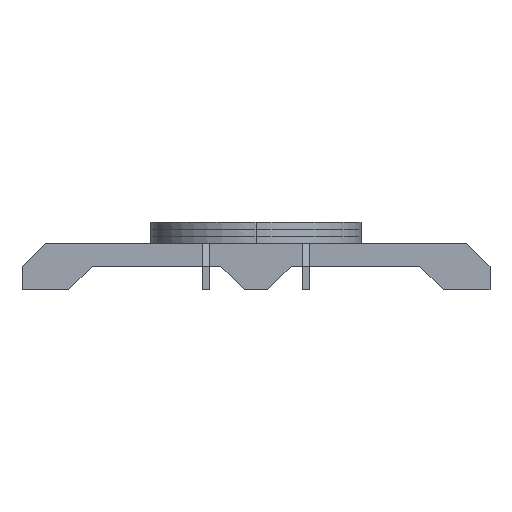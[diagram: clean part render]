
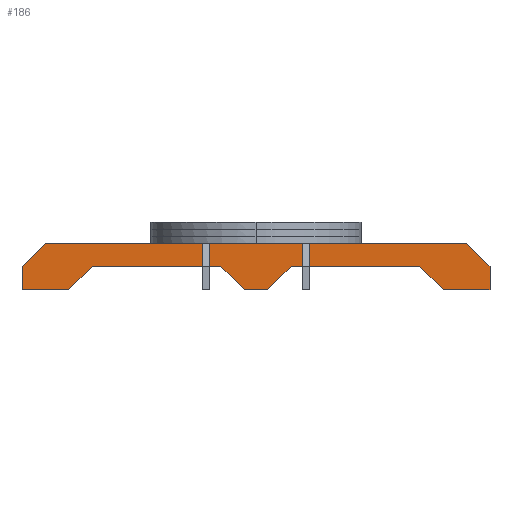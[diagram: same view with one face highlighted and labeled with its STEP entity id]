
A CAD part, front view. The second image highlights one B-rep face of the part: STEP entity #186.
In plain terms, the highlighted face is planar.
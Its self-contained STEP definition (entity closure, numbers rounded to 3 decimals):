
#186=ADVANCED_FACE('',(#356),#2866,.T.);
#356=FACE_OUTER_BOUND('',#526,.T.);
#526=EDGE_LOOP('',(#1060,#1061,#1062,#1063,#1064,#1065,#1066,#1067,#1068,
#1069,#1070,#1071,#1072,#1073,#1074,#1075,#1076,#1077,#1078,#1079,#1080,
#1081));
#1060=ORIENTED_EDGE('',*,*,#1741,.F.);
#1061=ORIENTED_EDGE('',*,*,#1804,.F.);
#1062=ORIENTED_EDGE('',*,*,#1801,.F.);
#1063=ORIENTED_EDGE('',*,*,#1798,.F.);
#1064=ORIENTED_EDGE('',*,*,#1795,.F.);
#1065=ORIENTED_EDGE('',*,*,#1792,.F.);
#1066=ORIENTED_EDGE('',*,*,#1789,.F.);
#1067=ORIENTED_EDGE('',*,*,#1786,.F.);
#1068=ORIENTED_EDGE('',*,*,#1783,.F.);
#1069=ORIENTED_EDGE('',*,*,#1780,.F.);
#1070=ORIENTED_EDGE('',*,*,#1777,.F.);
#1071=ORIENTED_EDGE('',*,*,#1774,.F.);
#1072=ORIENTED_EDGE('',*,*,#1771,.F.);
#1073=ORIENTED_EDGE('',*,*,#1768,.F.);
#1074=ORIENTED_EDGE('',*,*,#1765,.F.);
#1075=ORIENTED_EDGE('',*,*,#1762,.F.);
#1076=ORIENTED_EDGE('',*,*,#1759,.F.);
#1077=ORIENTED_EDGE('',*,*,#1756,.F.);
#1078=ORIENTED_EDGE('',*,*,#1753,.F.);
#1079=ORIENTED_EDGE('',*,*,#1750,.F.);
#1080=ORIENTED_EDGE('',*,*,#1747,.F.);
#1081=ORIENTED_EDGE('',*,*,#1744,.F.);
#1741=EDGE_CURVE('',#2585,#2586,#2209,.T.);
#1744=EDGE_CURVE('',#2586,#2588,#2212,.T.);
#1747=EDGE_CURVE('',#2588,#2590,#2215,.T.);
#1750=EDGE_CURVE('',#2590,#2592,#2218,.T.);
#1753=EDGE_CURVE('',#2592,#2594,#2221,.T.);
#1756=EDGE_CURVE('',#2594,#2596,#2224,.T.);
#1759=EDGE_CURVE('',#2596,#2598,#2227,.T.);
#1762=EDGE_CURVE('',#2598,#2600,#2230,.T.);
#1765=EDGE_CURVE('',#2600,#2602,#2233,.T.);
#1768=EDGE_CURVE('',#2602,#2604,#2236,.T.);
#1771=EDGE_CURVE('',#2604,#2606,#2239,.T.);
#1774=EDGE_CURVE('',#2606,#2608,#2242,.T.);
#1777=EDGE_CURVE('',#2608,#2610,#2245,.T.);
#1780=EDGE_CURVE('',#2610,#2612,#2248,.T.);
#1783=EDGE_CURVE('',#2612,#2614,#2251,.T.);
#1786=EDGE_CURVE('',#2614,#2616,#2254,.T.);
#1789=EDGE_CURVE('',#2616,#2618,#2257,.T.);
#1792=EDGE_CURVE('',#2618,#2620,#2260,.T.);
#1795=EDGE_CURVE('',#2620,#2622,#2263,.T.);
#1798=EDGE_CURVE('',#2622,#2624,#2266,.T.);
#1801=EDGE_CURVE('',#2624,#2626,#2269,.T.);
#1804=EDGE_CURVE('',#2626,#2585,#2272,.T.);
#2209=B_SPLINE_CURVE_WITH_KNOTS('',1,(#4120,#4121),.UNSPECIFIED.,.F.,.F.,
(2,2),(0.,14.142),.UNSPECIFIED.);
#2212=B_SPLINE_CURVE_WITH_KNOTS('',1,(#4126,#4127),.UNSPECIFIED.,.F.,.F.,
(2,2),(0.,10.),.UNSPECIFIED.);
#2215=B_SPLINE_CURVE_WITH_KNOTS('',1,(#4132,#4133),.UNSPECIFIED.,.F.,.F.,
(2,2),(0.,20.),.UNSPECIFIED.);
#2218=B_SPLINE_CURVE_WITH_KNOTS('',1,(#4138,#4139),.UNSPECIFIED.,.F.,.F.,
(2,2),(0.,14.142),.UNSPECIFIED.);
#2221=B_SPLINE_CURVE_WITH_KNOTS('',1,(#4144,#4145),.UNSPECIFIED.,.F.,.F.,
(2,2),(0.,55.),.UNSPECIFIED.);
#2224=B_SPLINE_CURVE_WITH_KNOTS('',1,(#4150,#4151),.UNSPECIFIED.,.F.,.F.,
(2,2),(0.,14.142),.UNSPECIFIED.);
#2227=B_SPLINE_CURVE_WITH_KNOTS('',1,(#4156,#4157),.UNSPECIFIED.,.F.,.F.,
(2,2),(0.,10.),.UNSPECIFIED.);
#2230=B_SPLINE_CURVE_WITH_KNOTS('',1,(#4162,#4163),.UNSPECIFIED.,.F.,.F.,
(2,2),(0.,14.142),.UNSPECIFIED.);
#2233=B_SPLINE_CURVE_WITH_KNOTS('',1,(#4168,#4169),.UNSPECIFIED.,.F.,.F.,
(2,2),(0.,55.),.UNSPECIFIED.);
#2236=B_SPLINE_CURVE_WITH_KNOTS('',1,(#4174,#4175),.UNSPECIFIED.,.F.,.F.,
(2,2),(0.,14.142),.UNSPECIFIED.);
#2239=B_SPLINE_CURVE_WITH_KNOTS('',1,(#4180,#4181),.UNSPECIFIED.,.F.,.F.,
(2,2),(0.,20.),.UNSPECIFIED.);
#2242=B_SPLINE_CURVE_WITH_KNOTS('',1,(#4186,#4187),.UNSPECIFIED.,.F.,.F.,
(2,2),(0.,10.),.UNSPECIFIED.);
#2245=B_SPLINE_CURVE_WITH_KNOTS('',1,(#4192,#4193),.UNSPECIFIED.,.F.,.F.,
(2,2),(0.,14.142),.UNSPECIFIED.);
#2248=B_SPLINE_CURVE_WITH_KNOTS('',1,(#4198,#4199),.UNSPECIFIED.,.F.,.F.,
(2,2),(0.,72.5),.UNSPECIFIED.);
#2251=B_SPLINE_CURVE_WITH_KNOTS('',1,(#4204,#4205),.UNSPECIFIED.,.F.,.F.,
(2,2),(0.,3.),.UNSPECIFIED.);
#2254=B_SPLINE_CURVE_WITH_KNOTS('',1,(#4210,#4211),.UNSPECIFIED.,.F.,.F.,
(2,2),(0.,10.),.UNSPECIFIED.);
#2257=B_SPLINE_CURVE_WITH_KNOTS('',1,(#4216,#4217),.UNSPECIFIED.,.F.,.F.,
(2,2),(0.,3.),.UNSPECIFIED.);
#2260=B_SPLINE_CURVE_WITH_KNOTS('',1,(#4222,#4223),.UNSPECIFIED.,.F.,.F.,
(2,2),(0.,15.),.UNSPECIFIED.);
#2263=B_SPLINE_CURVE_WITH_KNOTS('',1,(#4228,#4229),.UNSPECIFIED.,.F.,.F.,
(2,2),(0.,3.),.UNSPECIFIED.);
#2266=B_SPLINE_CURVE_WITH_KNOTS('',1,(#4234,#4235),.UNSPECIFIED.,.F.,.F.,
(2,2),(0.,10.),.UNSPECIFIED.);
#2269=B_SPLINE_CURVE_WITH_KNOTS('',1,(#4240,#4241),.UNSPECIFIED.,.F.,.F.,
(2,2),(0.,3.),.UNSPECIFIED.);
#2272=B_SPLINE_CURVE_WITH_KNOTS('',1,(#4246,#4247),.UNSPECIFIED.,.F.,.F.,
(2,2),(0.,72.5),.UNSPECIFIED.);
#2585=VERTEX_POINT('',#4075);
#2586=VERTEX_POINT('',#4076);
#2588=VERTEX_POINT('',#4078);
#2590=VERTEX_POINT('',#4080);
#2592=VERTEX_POINT('',#4082);
#2594=VERTEX_POINT('',#4084);
#2596=VERTEX_POINT('',#4086);
#2598=VERTEX_POINT('',#4088);
#2600=VERTEX_POINT('',#4090);
#2602=VERTEX_POINT('',#4092);
#2604=VERTEX_POINT('',#4094);
#2606=VERTEX_POINT('',#4096);
#2608=VERTEX_POINT('',#4098);
#2610=VERTEX_POINT('',#4100);
#2612=VERTEX_POINT('',#4102);
#2614=VERTEX_POINT('',#4104);
#2616=VERTEX_POINT('',#4106);
#2618=VERTEX_POINT('',#4108);
#2620=VERTEX_POINT('',#4110);
#2622=VERTEX_POINT('',#4112);
#2624=VERTEX_POINT('',#4114);
#2626=VERTEX_POINT('',#4116);
#2866=PLANE('',#3290);
#3290=AXIS2_PLACEMENT_3D('',#4072,#3457,$);
#3457=DIRECTION('',(0.,0.,-1.));
#4072=CARTESIAN_POINT('',(120.001,-22.301,-25.5));
#4075=CARTESIAN_POINT('',(-90.,0.,-25.5));
#4076=CARTESIAN_POINT('',(-100.,-10.,-25.5));
#4078=CARTESIAN_POINT('',(-100.,-20.,-25.5));
#4080=CARTESIAN_POINT('',(-80.,-20.,-25.5));
#4082=CARTESIAN_POINT('',(-70.,-10.,-25.5));
#4084=CARTESIAN_POINT('',(-15.,-10.,-25.5));
#4086=CARTESIAN_POINT('',(-5.,-20.,-25.5));
#4088=CARTESIAN_POINT('',(5.,-20.,-25.5));
#4090=CARTESIAN_POINT('',(15.,-10.,-25.5));
#4092=CARTESIAN_POINT('',(70.,-10.,-25.5));
#4094=CARTESIAN_POINT('',(80.,-20.,-25.5));
#4096=CARTESIAN_POINT('',(100.,-20.,-25.5));
#4098=CARTESIAN_POINT('',(100.,-10.,-25.5));
#4100=CARTESIAN_POINT('',(90.,0.,-25.5));
#4102=CARTESIAN_POINT('',(17.5,0.,-25.5));
#4104=CARTESIAN_POINT('',(17.5,3.,-25.5));
#4106=CARTESIAN_POINT('',(7.5,3.,-25.5));
#4108=CARTESIAN_POINT('',(7.5,0.,-25.5));
#4110=CARTESIAN_POINT('',(-7.5,0.,-25.5));
#4112=CARTESIAN_POINT('',(-7.5,3.,-25.5));
#4114=CARTESIAN_POINT('',(-17.5,3.,-25.5));
#4116=CARTESIAN_POINT('',(-17.5,0.,-25.5));
#4120=CARTESIAN_POINT('',(-90.,0.,-25.5));
#4121=CARTESIAN_POINT('',(-100.,-10.,-25.5));
#4126=CARTESIAN_POINT('',(-100.,-10.,-25.5));
#4127=CARTESIAN_POINT('',(-100.,-20.,-25.5));
#4132=CARTESIAN_POINT('',(-100.,-20.,-25.5));
#4133=CARTESIAN_POINT('',(-80.,-20.,-25.5));
#4138=CARTESIAN_POINT('',(-80.,-20.,-25.5));
#4139=CARTESIAN_POINT('',(-70.,-10.,-25.5));
#4144=CARTESIAN_POINT('',(-70.,-10.,-25.5));
#4145=CARTESIAN_POINT('',(-15.,-10.,-25.5));
#4150=CARTESIAN_POINT('',(-15.,-10.,-25.5));
#4151=CARTESIAN_POINT('',(-5.,-20.,-25.5));
#4156=CARTESIAN_POINT('',(-5.,-20.,-25.5));
#4157=CARTESIAN_POINT('',(5.,-20.,-25.5));
#4162=CARTESIAN_POINT('',(5.,-20.,-25.5));
#4163=CARTESIAN_POINT('',(15.,-10.,-25.5));
#4168=CARTESIAN_POINT('',(15.,-10.,-25.5));
#4169=CARTESIAN_POINT('',(70.,-10.,-25.5));
#4174=CARTESIAN_POINT('',(70.,-10.,-25.5));
#4175=CARTESIAN_POINT('',(80.,-20.,-25.5));
#4180=CARTESIAN_POINT('',(80.,-20.,-25.5));
#4181=CARTESIAN_POINT('',(100.,-20.,-25.5));
#4186=CARTESIAN_POINT('',(100.,-20.,-25.5));
#4187=CARTESIAN_POINT('',(100.,-10.,-25.5));
#4192=CARTESIAN_POINT('',(100.,-10.,-25.5));
#4193=CARTESIAN_POINT('',(90.,0.,-25.5));
#4198=CARTESIAN_POINT('',(90.,0.,-25.5));
#4199=CARTESIAN_POINT('',(17.5,0.,-25.5));
#4204=CARTESIAN_POINT('',(17.5,0.,-25.5));
#4205=CARTESIAN_POINT('',(17.5,3.,-25.5));
#4210=CARTESIAN_POINT('',(17.5,3.,-25.5));
#4211=CARTESIAN_POINT('',(7.5,3.,-25.5));
#4216=CARTESIAN_POINT('',(7.5,3.,-25.5));
#4217=CARTESIAN_POINT('',(7.5,0.,-25.5));
#4222=CARTESIAN_POINT('',(7.5,0.,-25.5));
#4223=CARTESIAN_POINT('',(-7.5,0.,-25.5));
#4228=CARTESIAN_POINT('',(-7.5,0.,-25.5));
#4229=CARTESIAN_POINT('',(-7.5,3.,-25.5));
#4234=CARTESIAN_POINT('',(-7.5,3.,-25.5));
#4235=CARTESIAN_POINT('',(-17.5,3.,-25.5));
#4240=CARTESIAN_POINT('',(-17.5,3.,-25.5));
#4241=CARTESIAN_POINT('',(-17.5,0.,-25.5));
#4246=CARTESIAN_POINT('',(-17.5,0.,-25.5));
#4247=CARTESIAN_POINT('',(-90.,0.,-25.5));
